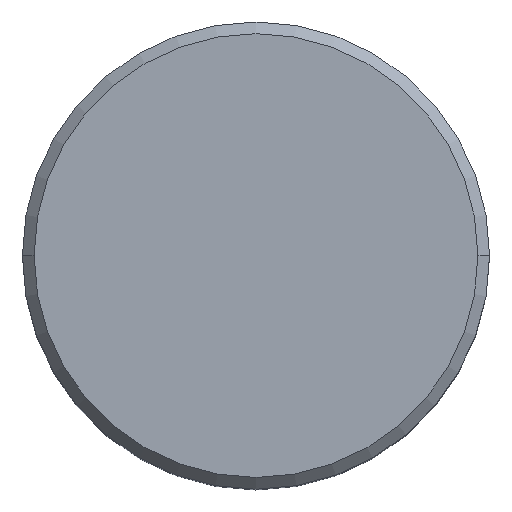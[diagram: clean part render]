
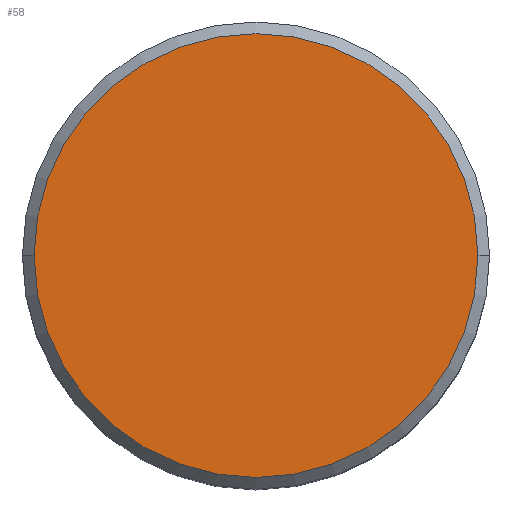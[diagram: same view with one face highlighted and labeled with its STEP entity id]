
A CAD part, top view. The second image highlights one B-rep face of the part: STEP entity #58.
In plain terms, the highlighted planar face has unit normal (0, 0, 1).
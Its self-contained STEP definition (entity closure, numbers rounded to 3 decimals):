
#1 = CARTESIAN_POINT ( 'NONE',  ( 0., 0., 0. ) ) ;
#2 = AXIS2_PLACEMENT_3D ( 'NONE', #1, #187, #186 ) ;
#7 = CIRCLE ( 'NONE', #2, 9.5 ) ;
#45 = EDGE_CURVE ( 'NONE', #85, #46, #7, .T. ) ;
#46 = VERTEX_POINT ( 'NONE', #185 ) ;
#58 = ADVANCED_FACE ( 'NONE', ( #377 ), #382, .T. ) ;
#59 = EDGE_LOOP ( 'NONE', ( #60, #133 ) ) ;
#60 = ORIENTED_EDGE ( 'NONE', *, *, #132, .T. ) ;
#85 = VERTEX_POINT ( 'NONE', #254 ) ;
#132 = EDGE_CURVE ( 'NONE', #46, #85, #282, .T. ) ;
#133 = ORIENTED_EDGE ( 'NONE', *, *, #45, .T. ) ;
#185 = CARTESIAN_POINT ( 'NONE',  ( -9.5, 0., 0. ) ) ;
#186 = DIRECTION ( 'NONE',  ( 1., 0., 0. ) ) ;
#187 = DIRECTION ( 'NONE',  ( 0., 0., 1. ) ) ;
#254 = CARTESIAN_POINT ( 'NONE',  ( 9.5, 0., 0. ) ) ;
#279 = DIRECTION ( 'NONE',  ( 1., 0., 0. ) ) ;
#280 = DIRECTION ( 'NONE',  ( 0., 0., 1. ) ) ;
#281 = AXIS2_PLACEMENT_3D ( 'NONE', #286, #280, #279 ) ;
#282 = CIRCLE ( 'NONE', #281, 9.5 ) ;
#286 = CARTESIAN_POINT ( 'NONE',  ( 0., 0., 0. ) ) ;
#377 = FACE_OUTER_BOUND ( 'NONE', #59, .T. ) ;
#382 = PLANE ( 'NONE',  #391 ) ;
#388 = DIRECTION ( 'NONE',  ( 1., 0., 0. ) ) ;
#389 = DIRECTION ( 'NONE',  ( 0., 0., 1. ) ) ;
#390 = CARTESIAN_POINT ( 'NONE',  ( 0., 0., 0. ) ) ;
#391 = AXIS2_PLACEMENT_3D ( 'NONE', #390, #389, #388 ) ;
